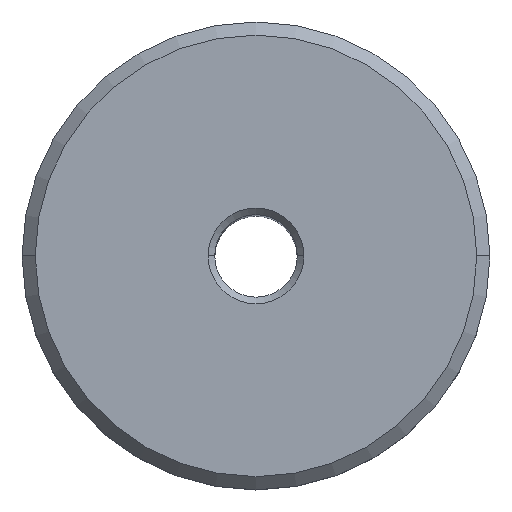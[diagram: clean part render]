
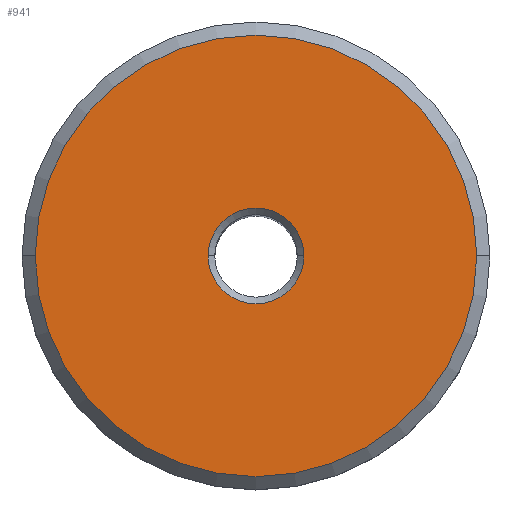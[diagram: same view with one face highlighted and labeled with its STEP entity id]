
A CAD part, top view. The second image highlights one B-rep face of the part: STEP entity #941.
In plain terms, the highlighted planar face has unit normal (0, 0, 1).
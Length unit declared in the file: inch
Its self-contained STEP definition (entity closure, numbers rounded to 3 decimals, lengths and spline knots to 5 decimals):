
#10 = EDGE_CURVE ( 'NONE', #758, #555, #620, .T. ) ;
#49 = DIRECTION ( 'NONE',  ( 0., 0., -1. ) ) ;
#61 = FACE_BOUND ( 'NONE', #587, .T. ) ;
#64 = CARTESIAN_POINT ( 'NONE',  ( 0., 0., 0. ) ) ;
#67 = VERTEX_POINT ( 'NONE', #667 ) ;
#120 = DIRECTION ( 'NONE',  ( -1., 0., 0. ) ) ;
#126 = CARTESIAN_POINT ( 'NONE',  ( 0., 0., 0. ) ) ;
#128 = AXIS2_PLACEMENT_3D ( 'NONE', #493, #49, #311 ) ;
#140 = FACE_OUTER_BOUND ( 'NONE', #441, .T. ) ;
#144 = ORIENTED_EDGE ( 'NONE', *, *, #902, .T. ) ;
#163 = VERTEX_POINT ( 'NONE', #573 ) ;
#311 = DIRECTION ( 'NONE',  ( -1., 0., 0. ) ) ;
#342 = AXIS2_PLACEMENT_3D ( 'NONE', #571, #400, #639 ) ;
#368 = EDGE_CURVE ( 'NONE', #555, #758, #795, .T. ) ;
#374 = AXIS2_PLACEMENT_3D ( 'NONE', #756, #1110, #1030 ) ;
#400 = DIRECTION ( 'NONE',  ( 0., 0., 1. ) ) ;
#441 = EDGE_LOOP ( 'NONE', ( #801, #144 ) ) ;
#457 = DIRECTION ( 'NONE',  ( 0., 0., -1. ) ) ;
#493 = CARTESIAN_POINT ( 'NONE',  ( 0., 0.5315, 0. ) ) ;
#555 = VERTEX_POINT ( 'NONE', #938 ) ;
#571 = CARTESIAN_POINT ( 'NONE',  ( 0., 0., 0. ) ) ;
#573 = CARTESIAN_POINT ( 'NONE',  ( -0.5015, 0., 0. ) ) ;
#587 = EDGE_LOOP ( 'NONE', ( #691, #921 ) ) ;
#588 = CIRCLE ( 'NONE', #374, 0.5015 ) ;
#620 = CIRCLE ( 'NONE', #995, 0.10875 ) ;
#628 = EDGE_CURVE ( 'NONE', #163, #67, #588, .T. ) ;
#639 = DIRECTION ( 'NONE',  ( -1., 0., 0. ) ) ;
#667 = CARTESIAN_POINT ( 'NONE',  ( 0.5015, 0., 0. ) ) ;
#691 = ORIENTED_EDGE ( 'NONE', *, *, #10, .T. ) ;
#725 = AXIS2_PLACEMENT_3D ( 'NONE', #126, #457, #120 ) ;
#751 = DIRECTION ( 'NONE',  ( -1., 0., 0. ) ) ;
#756 = CARTESIAN_POINT ( 'NONE',  ( 0., 0., 0. ) ) ;
#758 = VERTEX_POINT ( 'NONE', #961 ) ;
#795 = CIRCLE ( 'NONE', #725, 0.10875 ) ;
#801 = ORIENTED_EDGE ( 'NONE', *, *, #628, .T. ) ;
#810 = PLANE ( 'NONE',  #128 ) ;
#902 = EDGE_CURVE ( 'NONE', #67, #163, #1000, .T. ) ;
#921 = ORIENTED_EDGE ( 'NONE', *, *, #368, .T. ) ;
#928 = DIRECTION ( 'NONE',  ( 0., 0., -1. ) ) ;
#938 = CARTESIAN_POINT ( 'NONE',  ( -0.10875, 0., 0. ) ) ;
#941 = ADVANCED_FACE ( 'NONE', ( #140, #61 ), #810, .F. ) ;
#961 = CARTESIAN_POINT ( 'NONE',  ( 0.10875, 0., 0. ) ) ;
#995 = AXIS2_PLACEMENT_3D ( 'NONE', #64, #928, #751 ) ;
#1000 = CIRCLE ( 'NONE', #342, 0.5015 ) ;
#1030 = DIRECTION ( 'NONE',  ( -1., 0., 0. ) ) ;
#1110 = DIRECTION ( 'NONE',  ( 0., 0., 1. ) ) ;
